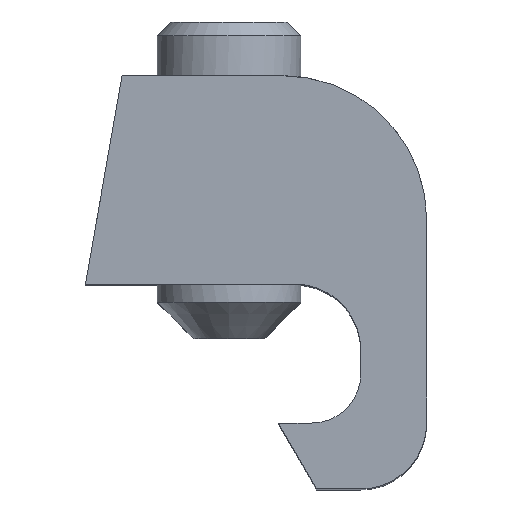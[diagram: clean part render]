
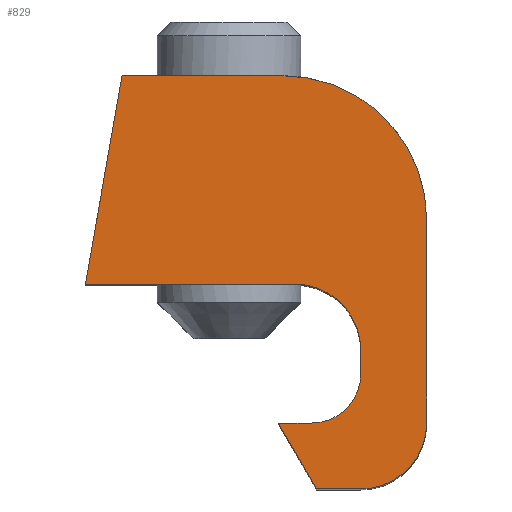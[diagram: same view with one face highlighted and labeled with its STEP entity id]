
A CAD part, top view. The second image highlights one B-rep face of the part: STEP entity #829.
In plain terms, the highlighted planar face has unit normal (0, 0, 1).
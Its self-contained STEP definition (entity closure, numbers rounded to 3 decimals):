
#65=LINE('',#1294,#149);
#69=LINE('',#1303,#153);
#74=LINE('',#1312,#158);
#78=LINE('',#1324,#162);
#81=LINE('',#1330,#165);
#84=LINE('',#1336,#168);
#86=LINE('',#1345,#170);
#89=LINE('',#1351,#173);
#149=VECTOR('',#1004,1000.);
#153=VECTOR('',#1012,1000.);
#158=VECTOR('',#1021,1000.);
#162=VECTOR('',#1033,1000.);
#165=VECTOR('',#1038,1000.);
#168=VECTOR('',#1043,1000.);
#170=VECTOR('',#1055,1000.);
#173=VECTOR('',#1064,1000.);
#299=ORIENTED_EDGE('',*,*,#479,.T.);
#300=ORIENTED_EDGE('',*,*,#484,.T.);
#301=ORIENTED_EDGE('',*,*,#460,.F.);
#302=ORIENTED_EDGE('',*,*,#490,.T.);
#303=ORIENTED_EDGE('',*,*,#493,.F.);
#304=ORIENTED_EDGE('',*,*,#496,.T.);
#305=ORIENTED_EDGE('',*,*,#499,.T.);
#306=ORIENTED_EDGE('',*,*,#502,.T.);
#307=ORIENTED_EDGE('',*,*,#505,.T.);
#308=ORIENTED_EDGE('',*,*,#507,.T.);
#309=ORIENTED_EDGE('',*,*,#475,.T.);
#310=ORIENTED_EDGE('',*,*,#512,.T.);
#460=EDGE_CURVE('',#576,#577,#639,.T.);
#475=EDGE_CURVE('',#580,#591,#643,.T.);
#479=EDGE_CURVE('',#596,#595,#65,.T.);
#484=EDGE_CURVE('',#595,#577,#69,.T.);
#490=EDGE_CURVE('',#576,#600,#74,.T.);
#493=EDGE_CURVE('',#602,#600,#648,.T.);
#496=EDGE_CURVE('',#602,#604,#78,.T.);
#499=EDGE_CURVE('',#604,#606,#81,.T.);
#502=EDGE_CURVE('',#606,#608,#84,.T.);
#505=EDGE_CURVE('',#608,#610,#650,.T.);
#507=EDGE_CURVE('',#610,#580,#86,.T.);
#512=EDGE_CURVE('',#591,#596,#89,.T.);
#576=VERTEX_POINT('',#1241);
#577=VERTEX_POINT('',#1243);
#580=VERTEX_POINT('',#1255);
#591=VERTEX_POINT('',#1284);
#595=VERTEX_POINT('',#1293);
#596=VERTEX_POINT('',#1295);
#600=VERTEX_POINT('',#1311);
#602=VERTEX_POINT('',#1317);
#604=VERTEX_POINT('',#1323);
#606=VERTEX_POINT('',#1329);
#608=VERTEX_POINT('',#1335);
#610=VERTEX_POINT('',#1341);
#639=CIRCLE('',#881,3.667);
#643=CIRCLE('',#886,8.);
#648=CIRCLE('',#895,2.75);
#650=CIRCLE('',#901,3.667);
#679=EDGE_LOOP('',(#299,#300,#301,#302,#303,#304,#305,#306,#307,#308,#309,
#310));
#739=FACE_BOUND('',#679,.T.);
#792=PLANE('',#907);
#829=ADVANCED_FACE('',(#739),#792,.T.);
#881=AXIS2_PLACEMENT_3D('',#1242,#978,#979);
#886=AXIS2_PLACEMENT_3D('',#1285,#996,#997);
#895=AXIS2_PLACEMENT_3D('',#1318,#1027,#1028);
#901=AXIS2_PLACEMENT_3D('',#1342,#1049,#1050);
#907=AXIS2_PLACEMENT_3D('',#1352,#1065,#1066);
#978=DIRECTION('',(0.,0.,1.));
#979=DIRECTION('',(1.,0.,0.));
#996=DIRECTION('',(0.,0.,1.));
#997=DIRECTION('',(1.,0.,0.));
#1004=DIRECTION('',(-0.174,-0.985,0.));
#1012=DIRECTION('',(1.,0.,0.));
#1021=DIRECTION('',(0.,-1.,0.));
#1027=DIRECTION('',(0.,0.,1.));
#1028=DIRECTION('',(1.,0.,0.));
#1033=DIRECTION('',(-1.,0.,0.));
#1038=DIRECTION('',(0.5,-0.866,0.));
#1043=DIRECTION('',(1.,0.,0.));
#1049=DIRECTION('',(0.,0.,1.));
#1050=DIRECTION('',(1.,0.,0.));
#1055=DIRECTION('',(0.,1.,0.));
#1064=DIRECTION('',(-1.,0.,0.));
#1065=DIRECTION('',(0.,0.,1.));
#1066=DIRECTION('',(1.,0.,0.));
#1241=CARTESIAN_POINT('',(15.333,7.733,17.));
#1242=CARTESIAN_POINT('',(11.667,7.733,17.));
#1243=CARTESIAN_POINT('',(11.667,11.4,17.));
#1255=CARTESIAN_POINT('',(19.,15.,17.));
#1284=CARTESIAN_POINT('',(11.,23.,17.));
#1285=CARTESIAN_POINT('',(11.,15.,17.));
#1293=CARTESIAN_POINT('',(0.,11.4,17.));
#1294=CARTESIAN_POINT('',(2.045,23.,17.));
#1295=CARTESIAN_POINT('',(2.045,23.,17.));
#1303=CARTESIAN_POINT('',(0.,11.4,17.));
#1311=CARTESIAN_POINT('',(15.333,6.417,17.));
#1312=CARTESIAN_POINT('',(15.333,7.733,17.));
#1317=CARTESIAN_POINT('',(12.583,3.667,17.));
#1318=CARTESIAN_POINT('',(12.583,6.417,17.));
#1323=CARTESIAN_POINT('',(10.75,3.667,17.));
#1324=CARTESIAN_POINT('',(12.583,3.667,17.));
#1329=CARTESIAN_POINT('',(12.867,0.,17.));
#1330=CARTESIAN_POINT('',(10.75,3.667,17.));
#1335=CARTESIAN_POINT('',(15.333,0.,17.));
#1336=CARTESIAN_POINT('',(12.867,0.,17.));
#1341=CARTESIAN_POINT('',(19.,3.667,17.));
#1342=CARTESIAN_POINT('',(15.333,3.667,17.));
#1345=CARTESIAN_POINT('',(19.,3.667,17.));
#1351=CARTESIAN_POINT('',(11.,23.,17.));
#1352=CARTESIAN_POINT('',(11.667,7.733,17.));
